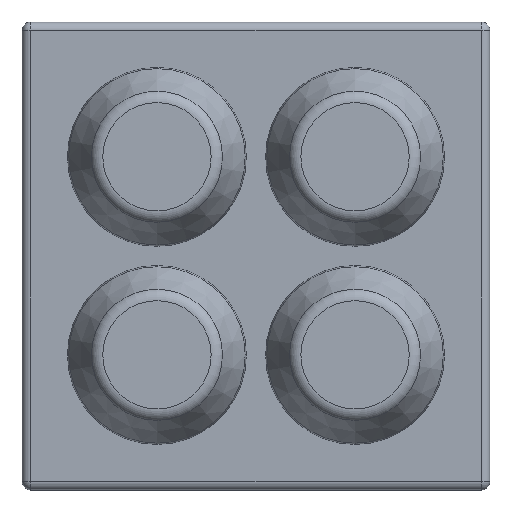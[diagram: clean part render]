
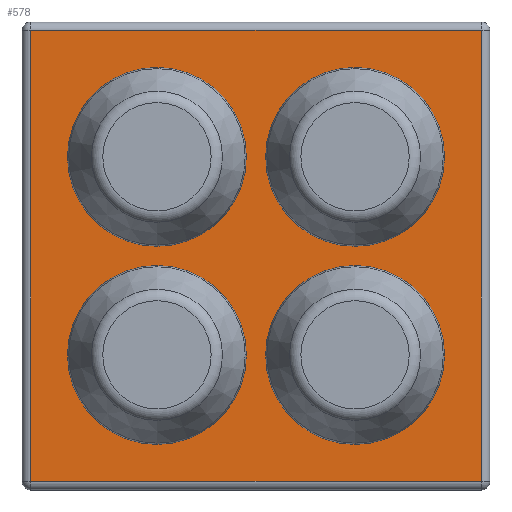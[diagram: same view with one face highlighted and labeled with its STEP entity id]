
A CAD part, top view. The second image highlights one B-rep face of the part: STEP entity #578.
In plain terms, the highlighted planar face has unit normal (0, 0, 1).
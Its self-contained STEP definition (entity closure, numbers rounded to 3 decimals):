
#19=FACE_BOUND('',#111,.T.);
#20=FACE_BOUND('',#112,.T.);
#21=FACE_BOUND('',#113,.T.);
#22=FACE_BOUND('',#114,.T.);
#72=FACE_OUTER_BOUND('',#110,.T.);
#110=EDGE_LOOP('',(#491,#492,#493,#494));
#111=EDGE_LOOP('',(#495));
#112=EDGE_LOOP('',(#496));
#113=EDGE_LOOP('',(#497));
#114=EDGE_LOOP('',(#498));
#167=CIRCLE('',#664,2.121);
#168=CIRCLE('',#666,2.121);
#169=CIRCLE('',#668,2.121);
#170=CIRCLE('',#670,2.121);
#207=LINE('',#1071,#235);
#208=LINE('',#1073,#236);
#209=LINE('',#1075,#237);
#210=LINE('',#1076,#238);
#235=VECTOR('',#874,1000.);
#236=VECTOR('',#875,1000.);
#237=VECTOR('',#876,1000.);
#238=VECTOR('',#877,1000.);
#275=VERTEX_POINT('',#1017);
#276=VERTEX_POINT('',#1021);
#277=VERTEX_POINT('',#1025);
#278=VERTEX_POINT('',#1029);
#287=VERTEX_POINT('',#1069);
#288=VERTEX_POINT('',#1070);
#289=VERTEX_POINT('',#1072);
#290=VERTEX_POINT('',#1074);
#336=EDGE_CURVE('',#275,#275,#167,.T.);
#338=EDGE_CURVE('',#276,#276,#168,.T.);
#340=EDGE_CURVE('',#277,#277,#169,.T.);
#342=EDGE_CURVE('',#278,#278,#170,.T.);
#359=EDGE_CURVE('',#287,#288,#207,.T.);
#360=EDGE_CURVE('',#288,#289,#208,.T.);
#361=EDGE_CURVE('',#289,#290,#209,.T.);
#362=EDGE_CURVE('',#290,#287,#210,.T.);
#491=ORIENTED_EDGE('',*,*,#359,.T.);
#492=ORIENTED_EDGE('',*,*,#360,.T.);
#493=ORIENTED_EDGE('',*,*,#361,.T.);
#494=ORIENTED_EDGE('',*,*,#362,.T.);
#495=ORIENTED_EDGE('',*,*,#336,.T.);
#496=ORIENTED_EDGE('',*,*,#338,.T.);
#497=ORIENTED_EDGE('',*,*,#340,.T.);
#498=ORIENTED_EDGE('',*,*,#342,.T.);
#552=PLANE('',#683);
#578=ADVANCED_FACE('',(#72,#19,#20,#21,#22),#552,.T.);
#664=AXIS2_PLACEMENT_3D('',#1019,#815,#816);
#666=AXIS2_PLACEMENT_3D('',#1023,#820,#821);
#668=AXIS2_PLACEMENT_3D('',#1027,#825,#826);
#670=AXIS2_PLACEMENT_3D('',#1031,#830,#831);
#683=AXIS2_PLACEMENT_3D('',#1068,#872,#873);
#815=DIRECTION('center_axis',(0.,0.,-1.));
#816=DIRECTION('ref_axis',(1.,0.,0.));
#820=DIRECTION('center_axis',(0.,0.,-1.));
#821=DIRECTION('ref_axis',(1.,0.,0.));
#825=DIRECTION('center_axis',(0.,0.,-1.));
#826=DIRECTION('ref_axis',(1.,0.,0.));
#830=DIRECTION('center_axis',(0.,0.,-1.));
#831=DIRECTION('ref_axis',(1.,0.,0.));
#872=DIRECTION('center_axis',(0.,0.,1.));
#873=DIRECTION('ref_axis',(1.,0.,0.));
#874=DIRECTION('',(0.,1.,0.));
#875=DIRECTION('',(-1.,0.,0.));
#876=DIRECTION('',(0.,-1.,0.));
#877=DIRECTION('',(1.,0.,0.));
#1017=CARTESIAN_POINT('',(6.393,5.6,1.5));
#1019=CARTESIAN_POINT('Origin',(8.514,5.6,1.5));
#1021=CARTESIAN_POINT('',(6.393,10.3,1.5));
#1023=CARTESIAN_POINT('Origin',(8.514,10.3,1.5));
#1025=CARTESIAN_POINT('',(1.693,10.3,1.5));
#1027=CARTESIAN_POINT('Origin',(3.814,10.3,1.5));
#1029=CARTESIAN_POINT('',(1.693,5.6,1.5));
#1031=CARTESIAN_POINT('Origin',(3.814,5.6,1.5));
#1068=CARTESIAN_POINT('Origin',(10.9,13.,1.5));
#1069=CARTESIAN_POINT('',(11.514,2.6,1.5));
#1070=CARTESIAN_POINT('',(11.514,13.3,1.5));
#1071=CARTESIAN_POINT('',(11.514,13.,1.5));
#1072=CARTESIAN_POINT('',(0.814,13.3,1.5));
#1073=CARTESIAN_POINT('',(10.9,13.3,1.5));
#1074=CARTESIAN_POINT('',(0.814,2.6,1.5));
#1075=CARTESIAN_POINT('',(0.814,13.,1.5));
#1076=CARTESIAN_POINT('',(10.9,2.6,1.5));
